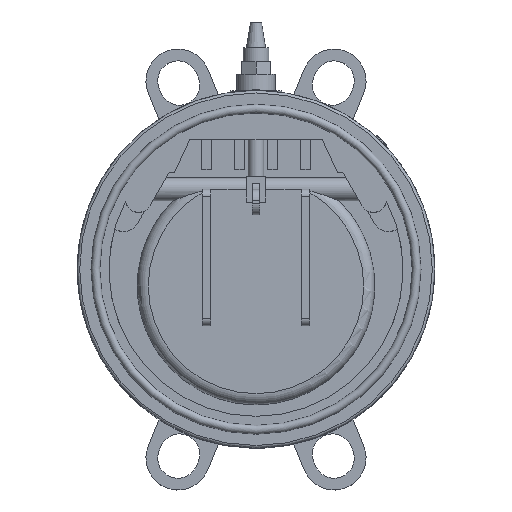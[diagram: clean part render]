
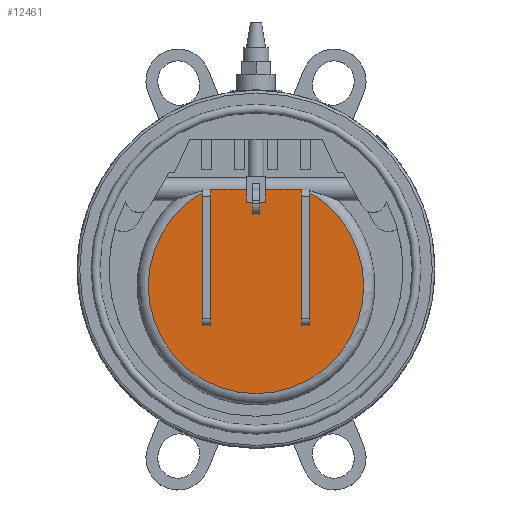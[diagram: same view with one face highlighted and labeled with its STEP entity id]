
A CAD part, top view. The second image highlights one B-rep face of the part: STEP entity #12461.
In plain terms, the highlighted planar face has unit normal (0, 0, 1).
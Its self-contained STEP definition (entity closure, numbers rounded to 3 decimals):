
#450=PLANE('',#13515);
#539=LINE('',#17592,#1550);
#541=LINE('',#17596,#1552);
#1434=LINE('',#24615,#2445);
#1437=LINE('',#24620,#2448);
#1439=LINE('',#24624,#2450);
#1448=LINE('',#24650,#2459);
#1451=LINE('',#24661,#2462);
#1456=LINE('',#24670,#2467);
#1457=LINE('',#24673,#2468);
#1458=LINE('',#24674,#2469);
#1459=LINE('',#24675,#2470);
#1550=VECTOR('',#13654,1.);
#1552=VECTOR('',#13656,1.);
#2445=VECTOR('',#16475,1.);
#2448=VECTOR('',#16480,1.);
#2450=VECTOR('',#16484,1.);
#2459=VECTOR('',#16509,1.);
#2462=VECTOR('',#16522,1.);
#2467=VECTOR('',#16531,1.);
#2468=VECTOR('',#16536,1.);
#2469=VECTOR('',#16537,1.);
#2470=VECTOR('',#16538,1.);
#3915=FACE_OUTER_BOUND('',#4691,.T.);
#4691=EDGE_LOOP('',(#11645,#11646,#11647,#11648,#11649,#11650,#11651,#11652,
#11653,#11654,#11655,#11656));
#4730=CIRCLE('',#12541,63.909);
#5159=VERTEX_POINT('',#17589);
#5160=VERTEX_POINT('',#17591);
#5161=VERTEX_POINT('',#17593);
#5162=VERTEX_POINT('',#17595);
#5170=VERTEX_POINT('',#17713);
#5171=VERTEX_POINT('',#17718);
#6253=VERTEX_POINT('',#24614);
#6254=VERTEX_POINT('',#24619);
#6255=VERTEX_POINT('',#24623);
#6264=VERTEX_POINT('',#24649);
#6266=VERTEX_POINT('',#24659);
#6267=VERTEX_POINT('',#24660);
#6408=EDGE_CURVE('',#5160,#5159,#539,.T.);
#6410=EDGE_CURVE('',#5162,#5161,#541,.T.);
#6422=EDGE_CURVE('',#5171,#5170,#4730,.T.);
#8042=EDGE_CURVE('',#6253,#5162,#1434,.T.);
#8045=EDGE_CURVE('',#6254,#6253,#1437,.T.);
#8047=EDGE_CURVE('',#5159,#6255,#1439,.T.);
#8060=EDGE_CURVE('',#6255,#6264,#1448,.T.);
#8065=EDGE_CURVE('',#6266,#6267,#1451,.T.);
#8070=EDGE_CURVE('',#5170,#6254,#1456,.T.);
#8071=EDGE_CURVE('',#6267,#5160,#1457,.T.);
#8072=EDGE_CURVE('',#6264,#5171,#1458,.T.);
#8073=EDGE_CURVE('',#5161,#6266,#1459,.T.);
#11645=ORIENTED_EDGE('',*,*,#8071,.T.);
#11646=ORIENTED_EDGE('',*,*,#6408,.T.);
#11647=ORIENTED_EDGE('',*,*,#8047,.T.);
#11648=ORIENTED_EDGE('',*,*,#8060,.T.);
#11649=ORIENTED_EDGE('',*,*,#8072,.T.);
#11650=ORIENTED_EDGE('',*,*,#6422,.T.);
#11651=ORIENTED_EDGE('',*,*,#8070,.T.);
#11652=ORIENTED_EDGE('',*,*,#8045,.T.);
#11653=ORIENTED_EDGE('',*,*,#8042,.T.);
#11654=ORIENTED_EDGE('',*,*,#6410,.T.);
#11655=ORIENTED_EDGE('',*,*,#8073,.T.);
#11656=ORIENTED_EDGE('',*,*,#8065,.T.);
#12461=ADVANCED_FACE('',(#3915),#450,.T.);
#12541=AXIS2_PLACEMENT_3D('',#17719,#13673,#13674);
#13515=AXIS2_PLACEMENT_3D('',#24672,#16534,#16535);
#13654=DIRECTION('',(-1.,0.,0.));
#13656=DIRECTION('',(-1.,0.,0.));
#13673=DIRECTION('center_axis',(0.,0.,1.));
#13674=DIRECTION('ref_axis',(1.,0.,0.));
#16475=DIRECTION('',(0.,1.,0.));
#16480=DIRECTION('',(-1.,0.,0.));
#16484=DIRECTION('',(0.,-1.,0.));
#16509=DIRECTION('',(-1.,0.,0.));
#16522=DIRECTION('',(-1.,0.,0.));
#16531=DIRECTION('',(0.,-1.,0.));
#16534=DIRECTION('center_axis',(0.,0.,1.));
#16535=DIRECTION('ref_axis',(1.,0.,0.));
#16536=DIRECTION('',(0.,1.,0.));
#16537=DIRECTION('',(0.,1.,0.));
#16538=DIRECTION('',(0.,-1.,0.));
#17589=CARTESIAN_POINT('',(-26.754,47.51,-26.909));
#17591=CARTESIAN_POINT('',(-2.283,47.51,-26.909));
#17592=CARTESIAN_POINT('',(0.,47.51,-26.909));
#17593=CARTESIAN_POINT('',(2.283,47.51,-26.909));
#17595=CARTESIAN_POINT('',(26.754,47.51,-26.909));
#17596=CARTESIAN_POINT('',(0.,47.51,-26.909));
#17713=CARTESIAN_POINT('',(31.972,45.549,-26.909));
#17718=CARTESIAN_POINT('',(-31.972,45.549,-26.909));
#17719=CARTESIAN_POINT('Origin',(0.,-9.788,-26.909));
#24614=CARTESIAN_POINT('',(26.754,-33.406,-26.909));
#24615=CARTESIAN_POINT('',(26.754,-1.368,-26.909));
#24619=CARTESIAN_POINT('',(31.972,-33.406,-26.909));
#24620=CARTESIAN_POINT('',(13.377,-33.406,-26.909));
#24623=CARTESIAN_POINT('',(-26.754,-33.406,-26.909));
#24624=CARTESIAN_POINT('',(-26.754,-1.368,-26.909));
#24649=CARTESIAN_POINT('',(-31.972,-33.406,-26.909));
#24650=CARTESIAN_POINT('',(-15.986,-33.406,-26.909));
#24659=CARTESIAN_POINT('',(2.283,32.367,-26.909));
#24660=CARTESIAN_POINT('',(-2.283,32.367,-26.909));
#24661=CARTESIAN_POINT('',(-1.142,32.367,-26.909));
#24670=CARTESIAN_POINT('',(31.972,-1.368,-26.909));
#24672=CARTESIAN_POINT('Origin',(0.,-9.788,-26.909));
#24673=CARTESIAN_POINT('',(-2.283,15.075,-26.909));
#24674=CARTESIAN_POINT('',(-31.972,-1.368,-26.909));
#24675=CARTESIAN_POINT('',(2.283,15.075,-26.909));
